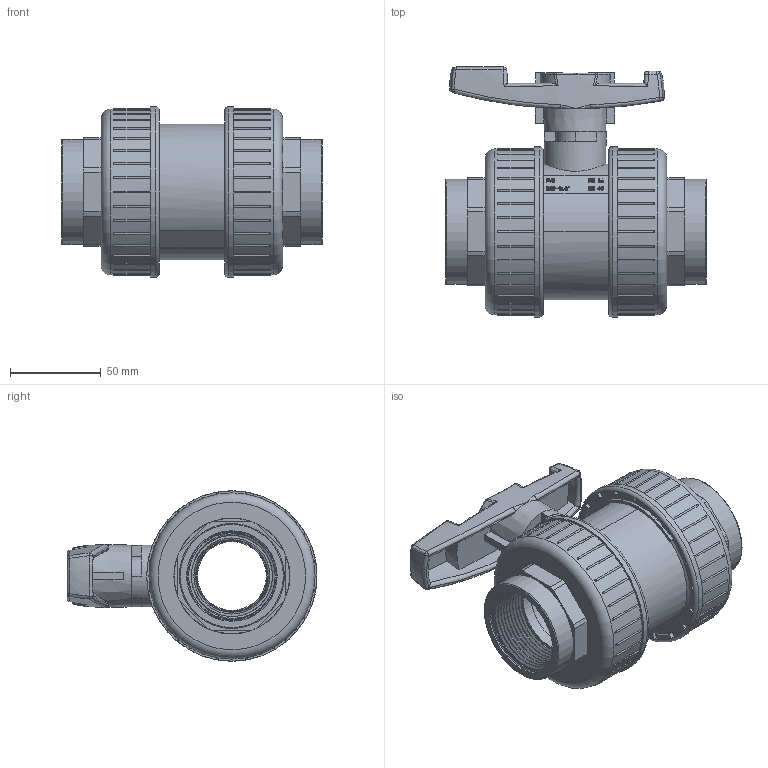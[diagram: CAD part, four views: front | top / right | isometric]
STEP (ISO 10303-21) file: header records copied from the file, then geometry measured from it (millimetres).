
FILE_DESCRIPTION(/* description */ (''),/* implementation_level */ '2;1');
FILE_NAME(/* name */ 'AK0972.000.050.step',/* time_stamp */ '2025-12-30T09:24:04+01:00',/* author */ (''),/* organization */ (''),/* preprocessor_version */ 'ST-DEVELOPER v20.1',/* originating_system */ 'Autodesk Translation Framework v14.21.0.0',/* authorisation */ '');
FILE_SCHEMA (('AUTOMOTIVE_DESIGN { 1 0 10303 214 3 1 1 }'));
Products named in the file (1): 2025-12-30-08-12-27-309
Bounding box: 143.8 x 138 x 94 mm (x, y, z)
Volume: 530557.3 mm3; surface area: 206785.2 mm2
Topology: 16 solids, 16 shells, 1206 faces, 3337 edges, 2181 vertices
Faces by surface type: plane 568, cylinder 297, bspline 191, sphere 85, torus 56, cone 9
Full cylindrical faces by diameter (mm): 2.295 x1, 3.06 x1, 17 x4, 21 x3, 22 x1, 23 x2, 25 x1, 34.136 x1, 38 x1, 39 x2, 40 x2, 42 x2, 44.845 x14, 45.2 x3, 46 x1, 47 x3, 47.803 x18, 50 x2, 50.6 x3, 51 x1, 55.5 x1, 56.14 x3, 58 x2, 59.4 x3, 61.5 x1, 63.6 x2, 64 x2, 65 x1, 66 x4, 66.4 x1
Entity records: 73263 total; most frequent: CARTESIAN_POINT 43491, ORIENTED_EDGE 6574, DIRECTION 5742, EDGE_CURVE 3287, VERTEX_POINT 2181, AXIS2_PLACEMENT_3D 2121, LINE 1500, VECTOR 1500
